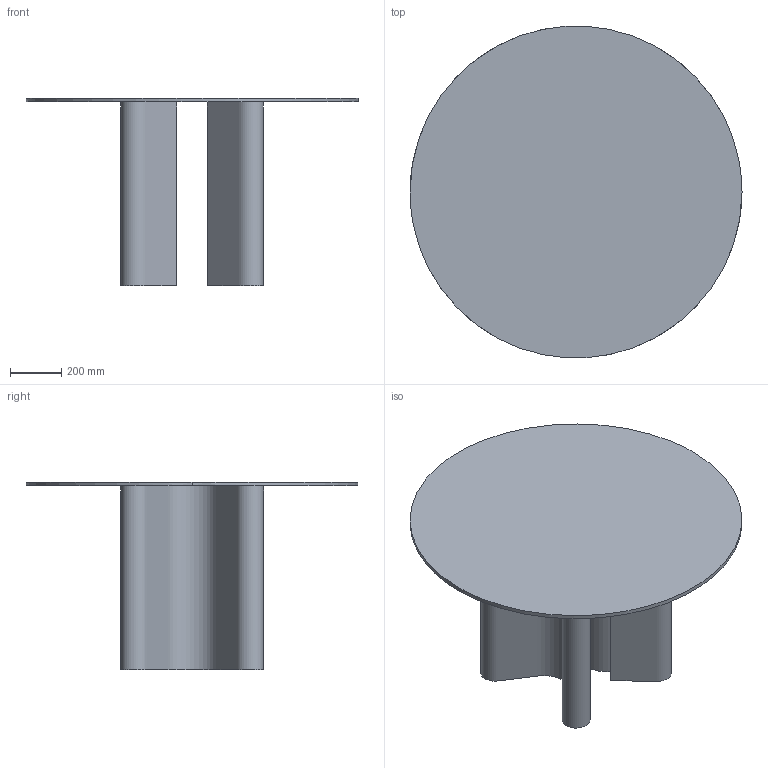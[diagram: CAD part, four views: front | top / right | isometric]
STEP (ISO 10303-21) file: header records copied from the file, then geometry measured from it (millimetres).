
FILE_DESCRIPTION(/* description */ (''),/* implementation_level */ '2;1');
FILE_NAME(/* name */ '4124 - Sahara diam. 130',/* time_stamp */ '2012-06-19T15:52:00+02:00',/* author */ (''),/* organization */ (''),/* preprocessor_version */ 'ST-DEVELOPER v10',/* originating_system */ '',/* authorisation */ '');
FILE_SCHEMA (('CONFIG_CONTROL_DESIGN'));
Length unit declared in the file: millimetre
Products named in the file (1): 1
Bounding box: 1300 x 1297.2 x 735 mm (x, y, z)
Volume: 40023830.7 mm3; surface area: 6383804.8 mm2
Topology: 3 solids, 3 shells, 16 faces, 30 edges, 20 vertices
Faces by surface type: plane 10, bspline 6
Entity records: 874 total; most frequent: CARTESIAN_POINT 572, ORIENTED_EDGE 60, EDGE_CURVE 30, VERTEX_POINT 20, B_SPLINE_CURVE_WITH_KNOTS 18, ADVANCED_FACE 16, FACE_OUTER_BOUND 16, EDGE_LOOP 16
